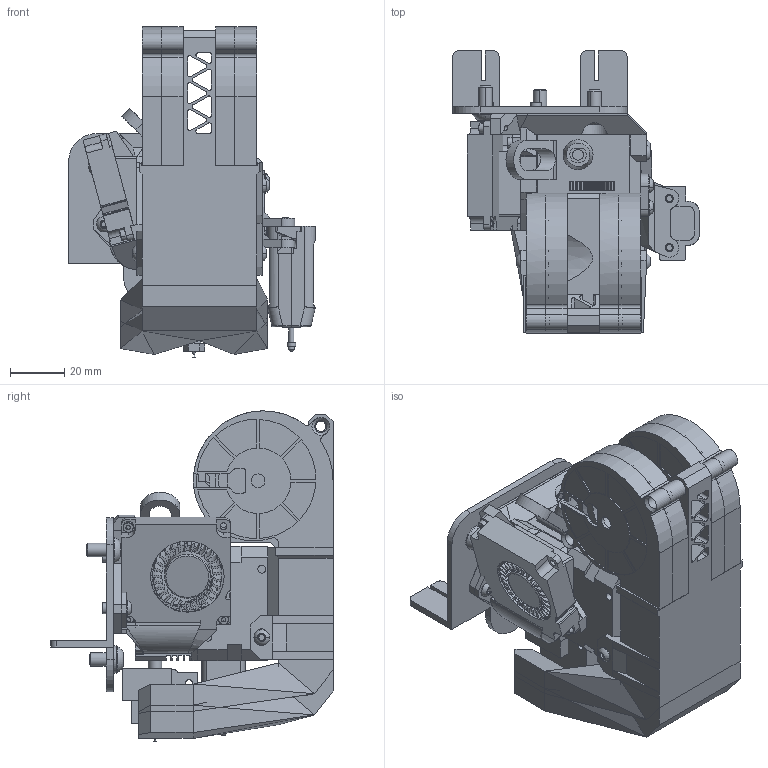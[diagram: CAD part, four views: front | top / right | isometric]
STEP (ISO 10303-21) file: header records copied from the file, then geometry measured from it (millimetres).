
FILE_DESCRIPTION(/* description */ ('CAx-IF Rec.Pracs.---Representation and Presentation of Product Manufacturing Information (PMI)---4.0---2014-10-13','CAx-IF Rec.Pracs.---3D Tessellated Geometry---0.4---2014-09-14','2;1'),/* implementation_level */ '2;1');
FILE_NAME(/* name */ 'k3d_esp_v2',/* time_stamp */ '2022-11-26T03:50:38+03:00',/* author */ (''),/* organization */ (''),/* preprocessor_version */ 'ST-DEVELOPER v18.102',/* originating_system */ 'SIEMENS PLM Software NX2206.5001',/* authorisation */ $);
FILE_SCHEMA (('AP242_MANAGED_MODEL_BASED_3D_ENGINEERING_MIM_LF { 1 0 10303 442 3 1 4 }'));
Products named in the file (28): k3d_esp_v2; ESP2-02b - Dual 5015 fan duct (volcano); ESP2-02a - Dual 5015 fan duct (stock); Screw round M3x5; Heatblock + nozzle E3D Volcano; ESP-03b - BLTouch mount (volcano); ESP-03a - BLTouch mount (stock); CR-Touch; Screw flat M3x5; Screw socket M2x5; ESP-01b - Ender-3 mount (4010 fan); Fan 4010 radial; Screw round M3x8; Washer M5 OD10mm; Screw round M5x10; Fan 5015; ESP-01a - Ender-3 mount (3010 fan); Fan 3010 radial; Ender-3 carriage; Creality sprite; Screw socket M3x22; Creality sprite motor; Creality sprite heatsink; Creality sprite gear; Creality sprite body; Creality sprite heatbreak; Creality sprite heatblock + nozzle; Creality sprite sock
Assembly tree (52 placements, depth 3):
  k3d_esp_v2
    ESP2-02b - Dual 5015 fan duct (volcano)
    ESP2-02a - Dual 5015 fan duct (stock)
    Screw round M3x5  x10
    Heatblock + nozzle E3D Volcano
    ESP-03b - BLTouch mount (volcano)
    ESP-03a - BLTouch mount (stock)
    CR-Touch
    Screw flat M3x5  x4
    Screw socket M2x5  x5
    ESP-01b - Ender-3 mount (4010 fan)
    Fan 4010 radial
    Screw round M3x8  x4
    Washer M5 OD10mm
    Screw round M5x10  x3
    Fan 5015  x2
    ESP-01a - Ender-3 mount (3010 fan)
    Fan 3010 radial
    Ender-3 carriage
    Creality sprite
      Screw socket M3x22  x4
      Creality sprite motor
      Creality sprite heatsink
      Creality sprite gear
      Creality sprite body
      Creality sprite heatbreak
      Creality sprite heatblock + nozzle
      Creality sprite sock
Bounding box: 90.5 x 103.6 x 121.27 mm (x, y, z)
Volume: 234092.2 mm3; surface area: 196995.3 mm2
Topology: 59 solids, 60 shells, 3406 faces, 8792 edges, 5646 vertices
Faces by surface type: plane 1679, cylinder 1245, cone 392, bspline 42, sphere 30, torus 18
Full cylindrical faces by diameter (mm): 0.4 x1, 1.8 x5, 1.9 x1, 2 x3, 2.2 x2, 2.4 x1, 2.5 x3, 2.7 x4, 2.8 x16, 3 x36, 3.2 x27, 3.4 x1, 3.5 x1, 3.7 x4, 4 x3, 4.5 x8, 5 x9, 5.4 x7, 5.5 x4, 5.65 x4, 5.7 x4, 5.8 x1, 6 x18, 6.928 x1, 7 x1, 7.2 x1, 10 x3, 11 x1, 16 x2, 16.1 x2
Entity records: 83535 total; most frequent: CARTESIAN_POINT 18930, ORIENTED_EDGE 13300, DIRECTION 12646, EDGE_CURVE 6650, AXIS2_PLACEMENT_3D 4537, VERTEX_POINT 4390, LINE 3572, VECTOR 3572
